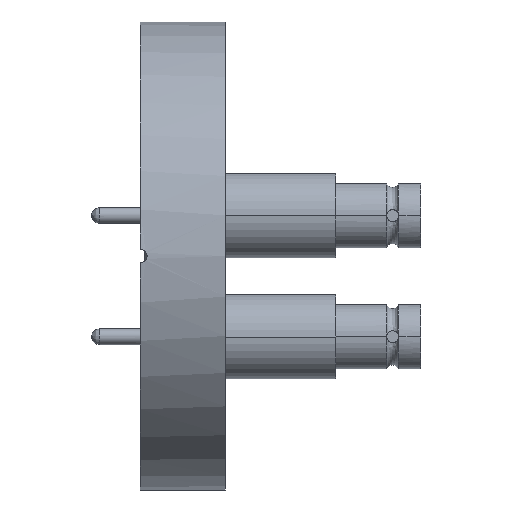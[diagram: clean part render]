
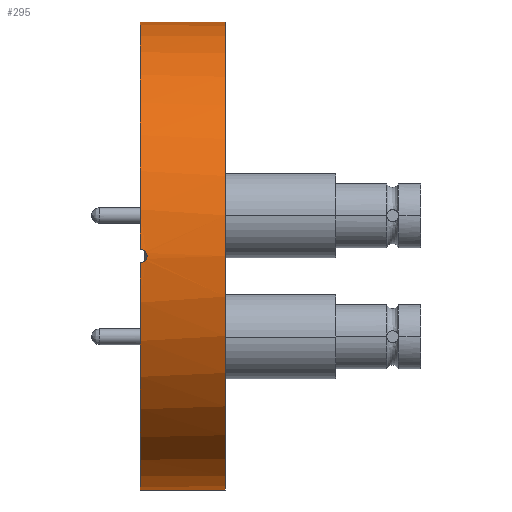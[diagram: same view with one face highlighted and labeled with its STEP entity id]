
A CAD part, left-side view. The second image highlights one B-rep face of the part: STEP entity #295.
In plain terms, the highlighted cylindrical face has radius 34.95 mm (diameter 69.9 mm), a partial arc.
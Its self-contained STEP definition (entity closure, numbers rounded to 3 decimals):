
#30 = CYLINDRICAL_SURFACE ( 'NONE', #1079, 34.95 ) ;
#113 = CARTESIAN_POINT ( 'NONE',  ( -34.95, -1., 0.131 ) ) ;
#123 = VERTEX_POINT ( 'NONE', #487 ) ;
#236 = CARTESIAN_POINT ( 'NONE',  ( 0., 0., 34.95 ) ) ;
#256 = ORIENTED_EDGE ( 'NONE', *, *, #1795, .F. ) ;
#295 = ADVANCED_FACE ( 'NONE', ( #387 ), #30, .T. ) ;
#301 = ORIENTED_EDGE ( 'NONE', *, *, #808, .T. ) ;
#307 = AXIS2_PLACEMENT_3D ( 'NONE', #381, #2095, #634 ) ;
#325 = CARTESIAN_POINT ( 'NONE',  ( -34.936, -0.132, 1. ) ) ;
#337 = CARTESIAN_POINT ( 'NONE',  ( -34.949, -0.974, -0.261 ) ) ;
#381 = CARTESIAN_POINT ( 'NONE',  ( 0., 0., 0. ) ) ;
#387 = FACE_OUTER_BOUND ( 'NONE', #2209, .T. ) ;
#440 = EDGE_CURVE ( 'NONE', #3080, #954, #3102, .T. ) ;
#487 = CARTESIAN_POINT ( 'NONE',  ( 0., -12.7, 34.95 ) ) ;
#578 = CARTESIAN_POINT ( 'NONE',  ( -34.936, 0., 1. ) ) ;
#590 = CARTESIAN_POINT ( 'NONE',  ( -34.945, -0.801, -0.613 ) ) ;
#634 = DIRECTION ( 'NONE',  ( 0., 0., 1. ) ) ;
#670 = ORIENTED_EDGE ( 'NONE', *, *, #1289, .T. ) ;
#778 = DIRECTION ( 'NONE',  ( 0., 1., 0. ) ) ;
#793 = CARTESIAN_POINT ( 'NONE',  ( -34.936, -0.264, -1. ) ) ;
#800 = CARTESIAN_POINT ( 'NONE',  ( -34.936, 0., 1. ) ) ;
#808 = EDGE_CURVE ( 'NONE', #3080, #123, #2597, .T. ) ;
#906 = CARTESIAN_POINT ( 'NONE',  ( 0., -12.7, -34.95 ) ) ;
#916 = VERTEX_POINT ( 'NONE', #2604 ) ;
#954 = VERTEX_POINT ( 'NONE', #2633 ) ;
#957 = CARTESIAN_POINT ( 'NONE',  ( 0., -12.7, 34.95 ) ) ;
#1011 = CARTESIAN_POINT ( 'NONE',  ( -34.939, -0.504, 0.874 ) ) ;
#1052 = CIRCLE ( 'NONE', #307, 34.95 ) ;
#1079 = AXIS2_PLACEMENT_3D ( 'NONE', #2533, #2419, #1479 ) ;
#1213 = AXIS2_PLACEMENT_3D ( 'NONE', #2853, #1318, #3095 ) ;
#1220 = CARTESIAN_POINT ( 'NONE',  ( 0., -12.7, -34.95 ) ) ;
#1233 = AXIS2_PLACEMENT_3D ( 'NONE', #3043, #3026, #3020 ) ;
#1259 = CARTESIAN_POINT ( 'NONE',  ( -34.945, -0.799, 0.615 ) ) ;
#1289 = EDGE_CURVE ( 'NONE', #123, #1395, #2392, .T. ) ;
#1318 = DIRECTION ( 'NONE',  ( 0., 1., 0. ) ) ;
#1395 = VERTEX_POINT ( 'NONE', #236 ) ;
#1426 = B_SPLINE_CURVE_WITH_KNOTS ( 'NONE', 3,
 ( #578, #325, #2557, #1011, #2801, #1259, #3046, #1533, #113, #1785, #337, #2040, #590, #2300, #793, #2566 ),
 .UNSPECIFIED., .F., .F.,
 ( 4, 2, 2, 2, 2, 2, 2, 4 ),
 ( 0., 0., 0.001, 0.001, 0.002, 0.002, 0.002, 0.003 ),
 .UNSPECIFIED. ) ;
#1479 = DIRECTION ( 'NONE',  ( 0., 0., 1. ) ) ;
#1533 = CARTESIAN_POINT ( 'NONE',  ( -34.949, -0.974, 0.263 ) ) ;
#1605 = ORIENTED_EDGE ( 'NONE', *, *, #1708, .T. ) ;
#1708 = EDGE_CURVE ( 'NONE', #2335, #916, #1426, .T. ) ;
#1785 = CARTESIAN_POINT ( 'NONE',  ( -34.95, -1., -0.13 ) ) ;
#1795 = EDGE_CURVE ( 'NONE', #954, #916, #1960, .T. ) ;
#1960 = CIRCLE ( 'NONE', #1213, 34.95 ) ;
#2004 = ORIENTED_EDGE ( 'NONE', *, *, #2899, .F. ) ;
#2040 = CARTESIAN_POINT ( 'NONE',  ( -34.947, -0.874, -0.503 ) ) ;
#2095 = DIRECTION ( 'NONE',  ( 0., 1., 0. ) ) ;
#2209 = EDGE_LOOP ( 'NONE', ( #3077, #301, #670, #2004, #1605, #256 ) ) ;
#2300 = CARTESIAN_POINT ( 'NONE',  ( -34.939, -0.521, -0.893 ) ) ;
#2335 = VERTEX_POINT ( 'NONE', #800 ) ;
#2374 = VECTOR ( 'NONE', #778, 1000. ) ;
#2392 = LINE ( 'NONE', #957, #2374 ) ;
#2419 = DIRECTION ( 'NONE',  ( 0., 1., 0. ) ) ;
#2533 = CARTESIAN_POINT ( 'NONE',  ( 0., -12.7, 0. ) ) ;
#2557 = CARTESIAN_POINT ( 'NONE',  ( -34.936, -0.262, 0.974 ) ) ;
#2566 = CARTESIAN_POINT ( 'NONE',  ( -34.936, 0., -1. ) ) ;
#2597 = CIRCLE ( 'NONE', #1233, 34.95 ) ;
#2604 = CARTESIAN_POINT ( 'NONE',  ( -34.936, 0., -1. ) ) ;
#2633 = CARTESIAN_POINT ( 'NONE',  ( 0., 0., -34.95 ) ) ;
#2801 = CARTESIAN_POINT ( 'NONE',  ( -34.941, -0.615, 0.799 ) ) ;
#2853 = CARTESIAN_POINT ( 'NONE',  ( 0., 0., 0. ) ) ;
#2889 = DIRECTION ( 'NONE',  ( 0., 1., 0. ) ) ;
#2899 = EDGE_CURVE ( 'NONE', #2335, #1395, #1052, .T. ) ;
#3020 = DIRECTION ( 'NONE',  ( 0., 0., 1. ) ) ;
#3026 = DIRECTION ( 'NONE',  ( 0., 1., 0. ) ) ;
#3043 = CARTESIAN_POINT ( 'NONE',  ( 0., -12.7, 0. ) ) ;
#3046 = CARTESIAN_POINT ( 'NONE',  ( -34.947, -0.874, 0.503 ) ) ;
#3077 = ORIENTED_EDGE ( 'NONE', *, *, #440, .F. ) ;
#3080 = VERTEX_POINT ( 'NONE', #906 ) ;
#3095 = DIRECTION ( 'NONE',  ( 0., 0., 1. ) ) ;
#3102 = LINE ( 'NONE', #1220, #3116 ) ;
#3116 = VECTOR ( 'NONE', #2889, 1000. ) ;
